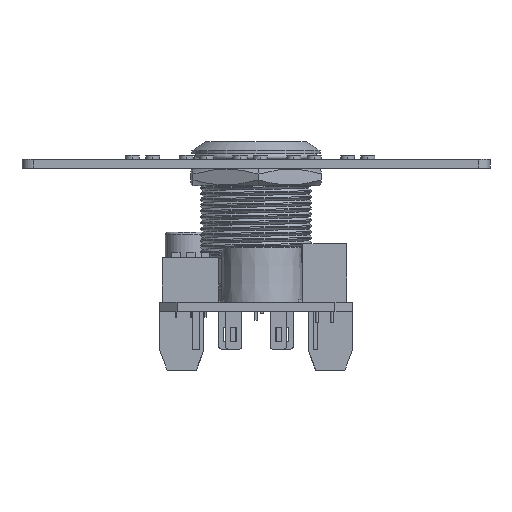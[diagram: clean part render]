
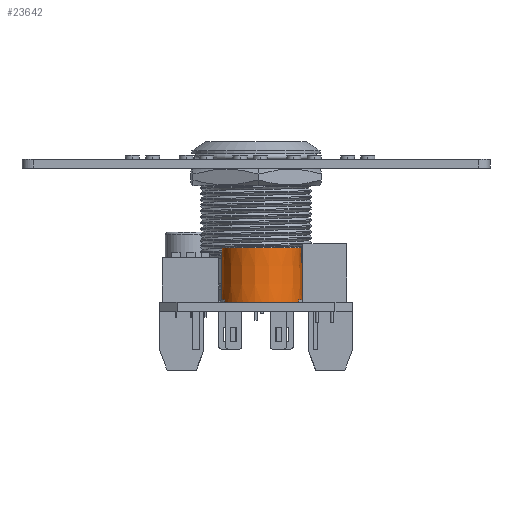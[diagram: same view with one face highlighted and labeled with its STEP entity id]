
A CAD part, front view. The second image highlights one B-rep face of the part: STEP entity #23642.
In plain terms, the highlighted conical face has half-angle 1 degrees and reference radius 6.95 mm.
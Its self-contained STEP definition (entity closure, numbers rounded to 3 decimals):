
#2056 = CARTESIAN_POINT ( 'NONE',  ( 2.85, 0.067, 6.337 ) ) ;
#2483 = CARTESIAN_POINT ( 'NONE',  ( 0., 9.303, 0. ) ) ;
#2650 = CARTESIAN_POINT ( 'NONE',  ( 0., 0.4, -6.943 ) ) ;
#3016 = VERTEX_POINT ( 'NONE', #22340 ) ;
#3356 = VECTOR ( 'NONE', #27280, 1000. ) ;
#4390 = CARTESIAN_POINT ( 'NONE',  ( 0., 0., 0. ) ) ;
#4898 = CARTESIAN_POINT ( 'NONE',  ( 2.85, 0., 6.339 ) ) ;
#6649 = CARTESIAN_POINT ( 'NONE',  ( 1.957, 0.4, 6.733 ) ) ;
#6767 = CARTESIAN_POINT ( 'NONE',  ( 2.85, 0.134, 6.336 ) ) ;
#7057 = CARTESIAN_POINT ( 'NONE',  ( 2.85, 0.4, -6.331 ) ) ;
#7367 = CARTESIAN_POINT ( 'NONE',  ( 0.98, 0.4, -6.878 ) ) ;
#8004 = EDGE_CURVE ( 'NONE', #3016, #44386, #47662, .T. ) ;
#8465 = DIRECTION ( 'NONE',  ( 0., 0., 1. ) ) ;
#9502 = CIRCLE ( 'NONE', #16508, 6.788 ) ;
#9922 = DIRECTION ( 'NONE',  ( 0., 0., 1. ) ) ;
#11044 = CARTESIAN_POINT ( 'NONE',  ( 2.85, 0.4, 6.331 ) ) ;
#11434 = B_SPLINE_CURVE_WITH_KNOTS ( 'NONE', 3,
 ( #37554, #56713, #32862, #19890, #40335, #54466, #59175 ),
 .UNSPECIFIED., .F., .F.,
 ( 4, 3, 4 ),
 ( 0.002, 0.002, 0.002 ),
 .UNSPECIFIED. ) ;
#11853 = VERTEX_POINT ( 'NONE', #43770 ) ;
#12287 = AXIS2_PLACEMENT_3D ( 'NONE', #4390, #57139, #8465 ) ;
#12377 = LINE ( 'NONE', #31576, #44830 ) ;
#14126 = EDGE_CURVE ( 'NONE', #44386, #28379, #42331, .T. ) ;
#16508 = AXIS2_PLACEMENT_3D ( 'NONE', #2483, #55842, #26017 ) ;
#17889 = CONICAL_SURFACE ( 'NONE', #23879, 6.95, 0.017 ) ;
#19890 = CARTESIAN_POINT ( 'NONE',  ( 2.85, 0.201, -6.335 ) ) ;
#21032 = CARTESIAN_POINT ( 'NONE',  ( 0., 9.303, -6.788 ) ) ;
#22340 = CARTESIAN_POINT ( 'NONE',  ( 0., 9.303, 6.788 ) ) ;
#23232 = CARTESIAN_POINT ( 'NONE',  ( 0.491, 0.4, -6.93 ) ) ;
#23642 = ADVANCED_FACE ( 'NONE', ( #29102 ), #17889, .T. ) ;
#23726 = DIRECTION ( 'NONE',  ( 0., -1., 0. ) ) ;
#23879 = AXIS2_PLACEMENT_3D ( 'NONE', #58601, #23726, #9922 ) ;
#25785 = CARTESIAN_POINT ( 'NONE',  ( 0., 0.4, 6.943 ) ) ;
#25899 = CARTESIAN_POINT ( 'NONE',  ( 2.85, 0.267, 6.334 ) ) ;
#26017 = DIRECTION ( 'NONE',  ( 0., 0., -1. ) ) ;
#26208 = CARTESIAN_POINT ( 'NONE',  ( 2.85, 0., 6.339 ) ) ;
#26443 = B_SPLINE_CURVE_WITH_KNOTS ( 'NONE', 3,
 ( #31233, #38022, #33326, #40648, #7367, #23232, #42402, #2650 ),
 .UNSPECIFIED., .F., .F.,
 ( 4, 2, 2, 4 ),
 ( 0., 0.001, 0.002, 0.003 ),
 .UNSPECIFIED. ) ;
#26838 = CARTESIAN_POINT ( 'NONE',  ( 2.85, 0.4, 6.331 ) ) ;
#26934 = CARTESIAN_POINT ( 'NONE',  ( 0., 0.4, 6.943 ) ) ;
#27090 = B_SPLINE_CURVE_WITH_KNOTS ( 'NONE', 3,
 ( #26208, #2056, #6767, #49461, #25899, #45081, #26838 ),
 .UNSPECIFIED., .F., .F.,
 ( 4, 3, 4 ),
 ( 0.002, 0.002, 0.002 ),
 .UNSPECIFIED. ) ;
#27280 = DIRECTION ( 'NONE',  ( 0., -1., 0.017 ) ) ;
#28379 = VERTEX_POINT ( 'NONE', #41857 ) ;
#29003 = EDGE_CURVE ( 'NONE', #55770, #3016, #9502, .T. ) ;
#29102 = FACE_OUTER_BOUND ( 'NONE', #33959, .T. ) ;
#30366 = ORIENTED_EDGE ( 'NONE', *, *, #60686, .F. ) ;
#31233 = CARTESIAN_POINT ( 'NONE',  ( 2.85, 0.4, -6.331 ) ) ;
#31576 = CARTESIAN_POINT ( 'NONE',  ( 0., 0., -6.95 ) ) ;
#31921 = ORIENTED_EDGE ( 'NONE', *, *, #32155, .F. ) ;
#32155 = EDGE_CURVE ( 'NONE', #53852, #28379, #27090, .T. ) ;
#32627 = CARTESIAN_POINT ( 'NONE',  ( 2.85, 0., -6.339 ) ) ;
#32862 = CARTESIAN_POINT ( 'NONE',  ( 2.85, 0.267, -6.334 ) ) ;
#33326 = CARTESIAN_POINT ( 'NONE',  ( 1.936, 0.4, -6.685 ) ) ;
#33959 = EDGE_LOOP ( 'NONE', ( #30366, #37032, #44899, #57247, #31921, #52785, #49348, #43771 ) ) ;
#37032 = ORIENTED_EDGE ( 'NONE', *, *, #29003, .T. ) ;
#37339 = CARTESIAN_POINT ( 'NONE',  ( 0., 0., 6.95 ) ) ;
#37554 = CARTESIAN_POINT ( 'NONE',  ( 2.85, 0.4, -6.331 ) ) ;
#38022 = CARTESIAN_POINT ( 'NONE',  ( 2.4, 0.401, -6.534 ) ) ;
#40335 = CARTESIAN_POINT ( 'NONE',  ( 2.85, 0.134, -6.336 ) ) ;
#40648 = CARTESIAN_POINT ( 'NONE',  ( 1.222, 0.4, -6.839 ) ) ;
#41857 = CARTESIAN_POINT ( 'NONE',  ( 2.85, 0.4, 6.331 ) ) ;
#42331 = B_SPLINE_CURVE_WITH_KNOTS ( 'NONE', 3,
 ( #25785, #44966, #6649, #11044 ),
 .UNSPECIFIED., .F., .F.,
 ( 4, 4 ),
 ( 0.5, 1. ),
 .UNSPECIFIED. ) ;
#42402 = CARTESIAN_POINT ( 'NONE',  ( 0.244, 0.4, -6.943 ) ) ;
#42419 = EDGE_CURVE ( 'NONE', #43547, #46020, #11434, .T. ) ;
#42662 = EDGE_CURVE ( 'NONE', #43547, #11853, #26443, .T. ) ;
#43547 = VERTEX_POINT ( 'NONE', #7057 ) ;
#43770 = CARTESIAN_POINT ( 'NONE',  ( 0., 0.4, -6.943 ) ) ;
#43771 = ORIENTED_EDGE ( 'NONE', *, *, #42662, .T. ) ;
#44386 = VERTEX_POINT ( 'NONE', #26934 ) ;
#44830 = VECTOR ( 'NONE', #55737, 1000. ) ;
#44899 = ORIENTED_EDGE ( 'NONE', *, *, #8004, .T. ) ;
#44966 = CARTESIAN_POINT ( 'NONE',  ( 0.979, 0.4, 6.943 ) ) ;
#45081 = CARTESIAN_POINT ( 'NONE',  ( 2.85, 0.334, 6.332 ) ) ;
#46020 = VERTEX_POINT ( 'NONE', #32627 ) ;
#47662 = LINE ( 'NONE', #37339, #3356 ) ;
#49348 = ORIENTED_EDGE ( 'NONE', *, *, #42419, .F. ) ;
#49461 = CARTESIAN_POINT ( 'NONE',  ( 2.85, 0.201, 6.335 ) ) ;
#50421 = CIRCLE ( 'NONE', #12287, 6.95 ) ;
#52785 = ORIENTED_EDGE ( 'NONE', *, *, #55918, .T. ) ;
#53852 = VERTEX_POINT ( 'NONE', #4898 ) ;
#54466 = CARTESIAN_POINT ( 'NONE',  ( 2.85, 0.067, -6.337 ) ) ;
#55737 = DIRECTION ( 'NONE',  ( 0., -1., -0.017 ) ) ;
#55770 = VERTEX_POINT ( 'NONE', #21032 ) ;
#55842 = DIRECTION ( 'NONE',  ( 0., -1., 0. ) ) ;
#55918 = EDGE_CURVE ( 'NONE', #53852, #46020, #50421, .T. ) ;
#56713 = CARTESIAN_POINT ( 'NONE',  ( 2.85, 0.333, -6.332 ) ) ;
#57139 = DIRECTION ( 'NONE',  ( 0., 1., 0. ) ) ;
#57247 = ORIENTED_EDGE ( 'NONE', *, *, #14126, .T. ) ;
#58601 = CARTESIAN_POINT ( 'NONE',  ( 0., 0., 0. ) ) ;
#59175 = CARTESIAN_POINT ( 'NONE',  ( 2.85, 0., -6.339 ) ) ;
#60686 = EDGE_CURVE ( 'NONE', #55770, #11853, #12377, .T. ) ;
